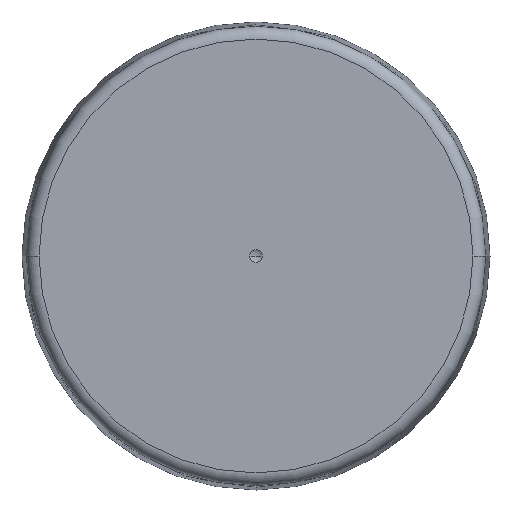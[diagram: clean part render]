
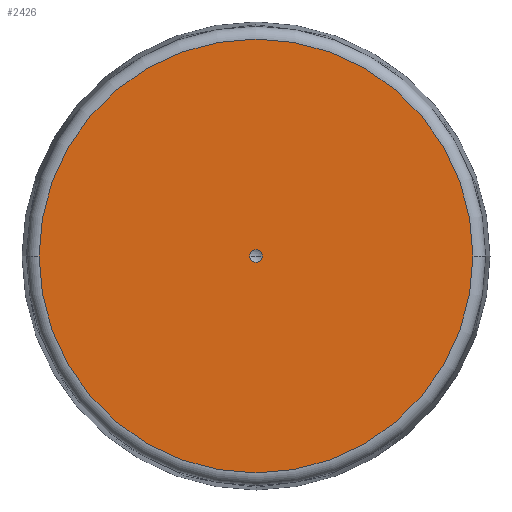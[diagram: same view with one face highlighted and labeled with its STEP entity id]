
A CAD part, front view. The second image highlights one B-rep face of the part: STEP entity #2426.
In plain terms, the highlighted planar face has unit normal (0, -1, 0).
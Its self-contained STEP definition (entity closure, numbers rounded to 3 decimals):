
#2=CARTESIAN_POINT('',(0.,0.,0.));
#3=DIRECTION('',(0.,-1.,0.));
#4=DIRECTION('',(-1.,0.,0.));
#5=AXIS2_PLACEMENT_3D('',#2,#3,#4);
#7=CARTESIAN_POINT('',(0.,0.,0.));
#8=DIRECTION('',(0.,-1.,0.));
#9=DIRECTION('',(1.,0.,0.));
#10=AXIS2_PLACEMENT_3D('',#7,#8,#9);
#12=CARTESIAN_POINT('',(0.,0.,0.));
#13=DIRECTION('',(0.,-1.,0.));
#14=DIRECTION('',(1.,0.,0.));
#15=AXIS2_PLACEMENT_3D('',#12,#13,#14);
#17=CARTESIAN_POINT('',(0.,0.,0.));
#18=DIRECTION('',(0.,-1.,0.));
#19=DIRECTION('',(-1.,0.,0.));
#20=AXIS2_PLACEMENT_3D('',#17,#18,#19);
#1935=CARTESIAN_POINT('',(-34.285,0.,0.));
#1936=CARTESIAN_POINT('',(34.285,0.,0.));
#1937=VERTEX_POINT('',#1935);
#1938=VERTEX_POINT('',#1936);
#1949=CARTESIAN_POINT('',(1.,0.,0.));
#1950=CARTESIAN_POINT('',(-1.,0.,0.));
#1951=VERTEX_POINT('',#1949);
#1952=VERTEX_POINT('',#1950);
#2409=CARTESIAN_POINT('',(0.,0.,0.));
#2410=DIRECTION('',(0.,1.,0.));
#2411=DIRECTION('',(1.,0.,0.));
#2412=AXIS2_PLACEMENT_3D('',#2409,#2410,#2411);
#2413=PLANE('',#2412);
#2415=ORIENTED_EDGE('',*,*,#2414,.F.);
#2417=ORIENTED_EDGE('',*,*,#2416,.F.);
#2418=EDGE_LOOP('',(#2415,#2417));
#2419=FACE_OUTER_BOUND('',#2418,.F.);
#2421=ORIENTED_EDGE('',*,*,#2420,.T.);
#2423=ORIENTED_EDGE('',*,*,#2422,.T.);
#2424=EDGE_LOOP('',(#2421,#2423));
#2425=FACE_BOUND('',#2424,.F.);
#2426=ADVANCED_FACE('',(#2419,#2425),#2413,.F.);
#6=CIRCLE('',#5,34.285);
#11=CIRCLE('',#10,34.285);
#16=CIRCLE('',#15,1.);
#21=CIRCLE('',#20,1.);
#2414=EDGE_CURVE('',#1937,#1938,#6,.T.);
#2416=EDGE_CURVE('',#1938,#1937,#11,.T.);
#2420=EDGE_CURVE('',#1951,#1952,#16,.T.);
#2422=EDGE_CURVE('',#1952,#1951,#21,.T.);
